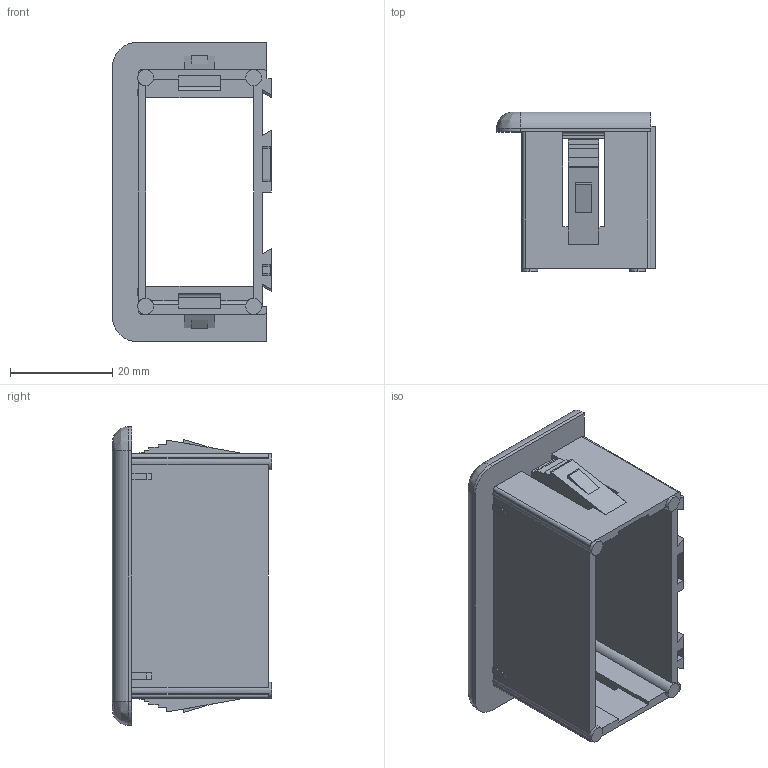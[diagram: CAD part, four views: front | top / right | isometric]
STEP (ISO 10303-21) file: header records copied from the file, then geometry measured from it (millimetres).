
FILE_DESCRIPTION((''),'2;1');
FILE_NAME('536-11583','2012-03-05T',('danboyden'),(''),'PRO/ENGINEER BY PARAMETRIC TECHNOLOGY CORPORATION, 2010280','PRO/ENGINEER BY PARAMETRIC TECHNOLOGY CORPORATION, 2010280','');
FILE_SCHEMA(('CONFIG_CONTROL_DESIGN'));
Length unit declared in the file: inch
Products named in the file (1): 536-11583
Bounding box: 31.04 x 31.11 x 58.42 mm (x, y, z)
Volume: 9064.6 mm3; surface area: 11258.3 mm2
Topology: 1 solids, 1 shells, 140 faces, 409 edges, 270 vertices
Faces by surface type: plane 115, cylinder 23, bspline 2
Entity records: 4667 total; most frequent: CARTESIAN_POINT 863, ORIENTED_EDGE 818, DIRECTION 737, EDGE_CURVE 409, VECTOR 353, LINE 353, VERTEX_POINT 270, AXIS2_PLACEMENT_3D 192
